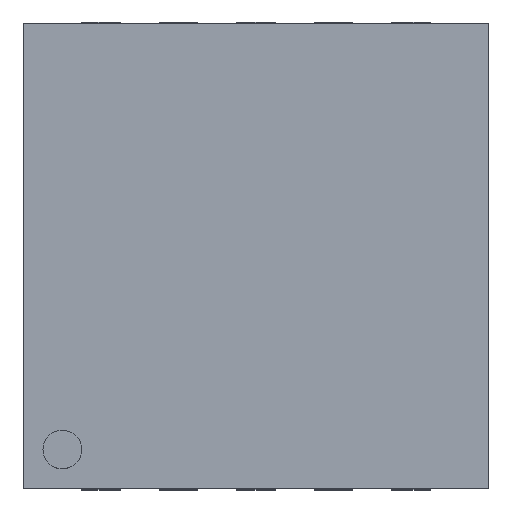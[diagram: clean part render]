
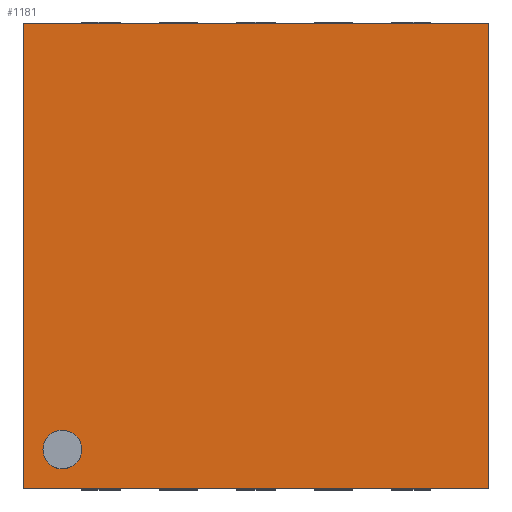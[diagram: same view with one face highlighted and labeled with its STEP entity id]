
A CAD part, top view. The second image highlights one B-rep face of the part: STEP entity #1181.
In plain terms, the highlighted planar face has unit normal (0, 0, 1).
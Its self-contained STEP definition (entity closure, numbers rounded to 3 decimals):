
#112=FACE_OUTER_BOUND('',#188,.T.);
#188=EDGE_LOOP('',(#1003,#1004,#1005,#1006));
#325=LINE('',#1870,#472);
#328=LINE('',#1875,#475);
#329=LINE('',#1878,#476);
#331=LINE('',#1881,#478);
#472=VECTOR('',#1539,10.);
#475=VECTOR('',#1544,10.);
#476=VECTOR('',#1547,10.);
#478=VECTOR('',#1551,10.);
#578=VERTEX_POINT('',#1867);
#579=VERTEX_POINT('',#1869);
#580=VERTEX_POINT('',#1873);
#581=VERTEX_POINT('',#1877);
#719=EDGE_CURVE('',#579,#578,#325,.T.);
#722=EDGE_CURVE('',#578,#580,#328,.T.);
#723=EDGE_CURVE('',#581,#579,#329,.T.);
#725=EDGE_CURVE('',#580,#581,#331,.T.);
#1003=ORIENTED_EDGE('',*,*,#722,.T.);
#1004=ORIENTED_EDGE('',*,*,#725,.T.);
#1005=ORIENTED_EDGE('',*,*,#723,.T.);
#1006=ORIENTED_EDGE('',*,*,#719,.T.);
#1106=PLANE('',#1272);
#1181=ADVANCED_FACE('',(#112),#1106,.T.);
#1272=AXIS2_PLACEMENT_3D('',#1882,#1552,#1553);
#1539=DIRECTION('',(1.,0.,0.));
#1544=DIRECTION('',(0.,1.,0.));
#1547=DIRECTION('',(0.,-1.,0.));
#1551=DIRECTION('',(-1.,0.,0.));
#1552=DIRECTION('center_axis',(0.,0.,1.));
#1553=DIRECTION('ref_axis',(1.,0.,0.));
#1867=CARTESIAN_POINT('',(1.5,-1.5,0.75));
#1869=CARTESIAN_POINT('',(-1.5,-1.5,0.75));
#1870=CARTESIAN_POINT('',(-1.5,-1.5,0.75));
#1873=CARTESIAN_POINT('',(1.5,1.5,0.75));
#1875=CARTESIAN_POINT('',(1.5,-1.5,0.75));
#1877=CARTESIAN_POINT('',(-1.5,1.5,0.75));
#1878=CARTESIAN_POINT('',(-1.5,1.5,0.75));
#1881=CARTESIAN_POINT('',(1.5,1.5,0.75));
#1882=CARTESIAN_POINT('Origin',(0.,0.,0.75));
